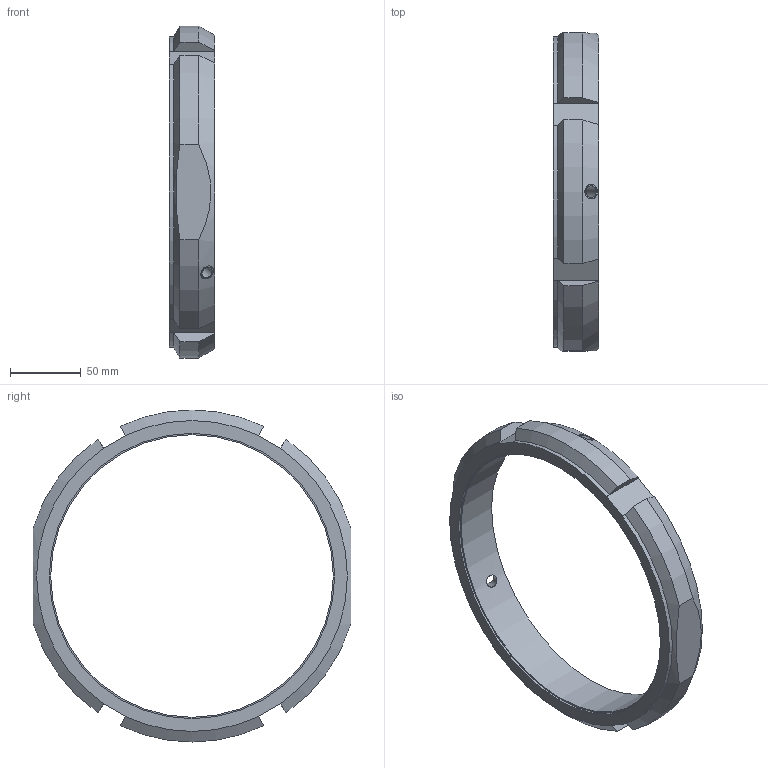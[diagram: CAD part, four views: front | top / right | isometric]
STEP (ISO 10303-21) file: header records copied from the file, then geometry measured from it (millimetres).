
FILE_DESCRIPTION((''),'2;1');
FILE_NAME('FKD FKN200.stp','2014-02-27T20:52:54',('sugidesign'),(''),'Autodesk Inventor LT ','Autodesk Inventor LT ','');
FILE_SCHEMA(('CONFIG_CONTROL_DESIGN'));
Length unit declared in the file: millimetre
Products named in the file (1): FKD FKN200
Bounding box: 32 x 225 x 235 mm (x, y, z)
Volume: 303766.6 mm3; surface area: 62793.4 mm2
Topology: 1 solids, 1 shells, 46 faces, 126 edges, 86 vertices
Faces by surface type: plane 20, cylinder 18, cone 8
Full cylindrical faces by diameter (mm): 8.376 x3, 10.2 x3, 200 x1, 202 x1
Entity records: 1626 total; most frequent: CARTESIAN_POINT 477, ORIENTED_EDGE 224, DIRECTION 214, EDGE_CURVE 112, AXIS2_PLACEMENT_3D 81, VERTEX_POINT 80, EDGE_LOOP 66, VECTOR 52
